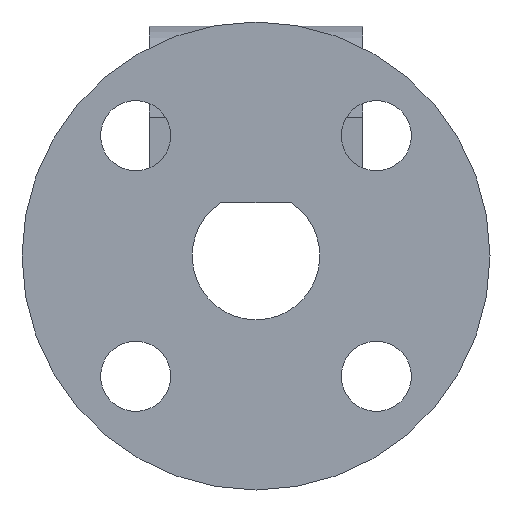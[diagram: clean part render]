
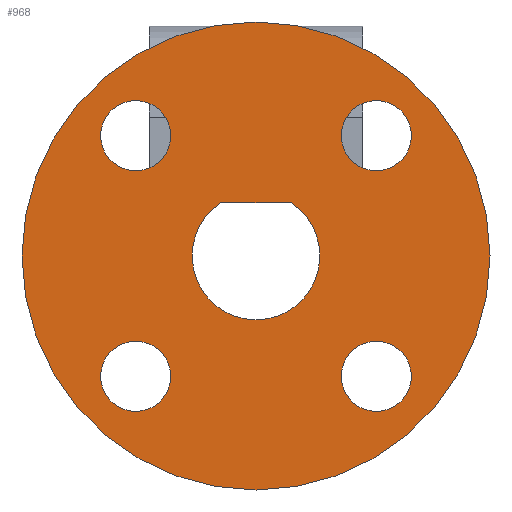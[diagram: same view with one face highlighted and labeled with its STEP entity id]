
A CAD part, front view. The second image highlights one B-rep face of the part: STEP entity #968.
In plain terms, the highlighted planar face has unit normal (0, -1, 0).
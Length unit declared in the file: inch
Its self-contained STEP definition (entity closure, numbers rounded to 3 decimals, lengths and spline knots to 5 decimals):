
#13 = FACE_BOUND ( 'NONE', #3005, .T. ) ;
#60 = ORIENTED_EDGE ( 'NONE', *, *, #1093, .F. ) ;
#109 = CARTESIAN_POINT ( 'NONE',  ( -0.22271, 0., -0.22271 ) ) ;
#192 = ORIENTED_EDGE ( 'NONE', *, *, #2982, .T. ) ;
#223 = VERTEX_POINT ( 'NONE', #1739 ) ;
#250 = ORIENTED_EDGE ( 'NONE', *, *, #3106, .T. ) ;
#258 = DIRECTION ( 'NONE',  ( 0., 1., 0. ) ) ;
#303 = DIRECTION ( 'NONE',  ( 0., 1., 0. ) ) ;
#322 = DIRECTION ( 'NONE',  ( 0., 0., 1. ) ) ;
#325 = ORIENTED_EDGE ( 'NONE', *, *, #2658, .T. ) ;
#336 = EDGE_LOOP ( 'NONE', ( #3105, #926 ) ) ;
#370 = AXIS2_PLACEMENT_3D ( 'NONE', #109, #373, #3088 ) ;
#373 = DIRECTION ( 'NONE',  ( 0., 1., 0. ) ) ;
#403 = DIRECTION ( 'NONE',  ( 0., 1., 0. ) ) ;
#428 = EDGE_CURVE ( 'NONE', #223, #3034, #793, .T. ) ;
#441 = CARTESIAN_POINT ( 'NONE',  ( -0.22271, 0., -0.28767 ) ) ;
#464 = DIRECTION ( 'NONE',  ( 0., 0., 1. ) ) ;
#473 = CIRCLE ( 'NONE', #736, 0.43307 ) ;
#475 = ORIENTED_EDGE ( 'NONE', *, *, #428, .T. ) ;
#530 = DIRECTION ( 'NONE',  ( 0., 1., 0. ) ) ;
#622 = DIRECTION ( 'NONE',  ( 0., 0., 1. ) ) ;
#655 = CARTESIAN_POINT ( 'NONE',  ( -0.06529, 0., 0.09843 ) ) ;
#666 = VERTEX_POINT ( 'NONE', #441 ) ;
#694 = EDGE_CURVE ( 'NONE', #3034, #223, #1709, .T. ) ;
#736 = AXIS2_PLACEMENT_3D ( 'NONE', #1833, #403, #622 ) ;
#793 = CIRCLE ( 'NONE', #1247, 0.06496 ) ;
#814 = CARTESIAN_POINT ( 'NONE',  ( 0.22271, 0., -0.22271 ) ) ;
#841 = CIRCLE ( 'NONE', #2873, 0.06496 ) ;
#849 = CIRCLE ( 'NONE', #2238, 0.06496 ) ;
#912 = CARTESIAN_POINT ( 'NONE',  ( 0.22271, 0., 0.15775 ) ) ;
#925 = CARTESIAN_POINT ( 'NONE',  ( 0.22271, 0., -0.22271 ) ) ;
#926 = ORIENTED_EDGE ( 'NONE', *, *, #2259, .T. ) ;
#959 = DIRECTION ( 'NONE',  ( 0., 1., 0. ) ) ;
#968 = ADVANCED_FACE ( 'NONE', ( #13, #1736, #2237, #3000, #2534, #3249 ), #1551, .F. ) ;
#969 = DIRECTION ( 'NONE',  ( 0., 1., 0. ) ) ;
#1003 = DIRECTION ( 'NONE',  ( 0., 0., 1. ) ) ;
#1010 = VECTOR ( 'NONE', #2399, 39.37008 ) ;
#1052 = CARTESIAN_POINT ( 'NONE',  ( 0., 0., 0. ) ) ;
#1061 = VERTEX_POINT ( 'NONE', #2089 ) ;
#1070 = DIRECTION ( 'NONE',  ( 0., 1., 0. ) ) ;
#1093 = EDGE_CURVE ( 'NONE', #1754, #1798, #473, .T. ) ;
#1106 = VERTEX_POINT ( 'NONE', #1333 ) ;
#1165 = ORIENTED_EDGE ( 'NONE', *, *, #2210, .T. ) ;
#1208 = VERTEX_POINT ( 'NONE', #2892 ) ;
#1247 = AXIS2_PLACEMENT_3D ( 'NONE', #1430, #959, #464 ) ;
#1259 = DIRECTION ( 'NONE',  ( 0., 0., -1. ) ) ;
#1282 = CARTESIAN_POINT ( 'NONE',  ( 0., 0., 0. ) ) ;
#1333 = CARTESIAN_POINT ( 'NONE',  ( -0.22271, 0., 0.28767 ) ) ;
#1350 = CIRCLE ( 'NONE', #1445, 0.43307 ) ;
#1430 = CARTESIAN_POINT ( 'NONE',  ( 0.22271, 0., 0.22271 ) ) ;
#1445 = AXIS2_PLACEMENT_3D ( 'NONE', #2741, #2472, #2796 ) ;
#1487 = ORIENTED_EDGE ( 'NONE', *, *, #2071, .T. ) ;
#1510 = DIRECTION ( 'NONE',  ( 0., 0., -1. ) ) ;
#1551 = PLANE ( 'NONE',  #2708 ) ;
#1553 = AXIS2_PLACEMENT_3D ( 'NONE', #3144, #1927, #2908 ) ;
#1559 = AXIS2_PLACEMENT_3D ( 'NONE', #925, #1070, #2491 ) ;
#1563 = DIRECTION ( 'NONE',  ( 0., 1., 0. ) ) ;
#1609 = ORIENTED_EDGE ( 'NONE', *, *, #3138, .T. ) ;
#1666 = CARTESIAN_POINT ( 'NONE',  ( -0.22271, 0., -0.22271 ) ) ;
#1683 = EDGE_LOOP ( 'NONE', ( #2754, #250 ) ) ;
#1709 = CIRCLE ( 'NONE', #1553, 0.06496 ) ;
#1729 = EDGE_LOOP ( 'NONE', ( #60, #3134 ) ) ;
#1736 = FACE_BOUND ( 'NONE', #3194, .T. ) ;
#1739 = CARTESIAN_POINT ( 'NONE',  ( 0.22271, 0., 0.28767 ) ) ;
#1754 = VERTEX_POINT ( 'NONE', #2749 ) ;
#1759 = AXIS2_PLACEMENT_3D ( 'NONE', #2612, #1563, #3146 ) ;
#1798 = VERTEX_POINT ( 'NONE', #2255 ) ;
#1833 = CARTESIAN_POINT ( 'NONE',  ( 0., 0., 0. ) ) ;
#1927 = DIRECTION ( 'NONE',  ( 0., 1., 0. ) ) ;
#1946 = CARTESIAN_POINT ( 'NONE',  ( -0.22271, 0., -0.15775 ) ) ;
#1952 = CARTESIAN_POINT ( 'NONE',  ( 0.06529, 0., 0.09843 ) ) ;
#1961 = AXIS2_PLACEMENT_3D ( 'NONE', #1052, #3219, #1003 ) ;
#2071 = EDGE_CURVE ( 'NONE', #1208, #2888, #2278, .T. ) ;
#2089 = CARTESIAN_POINT ( 'NONE',  ( -0.22271, 0., 0.15775 ) ) ;
#2148 = CIRCLE ( 'NONE', #370, 0.06496 ) ;
#2195 = DIRECTION ( 'NONE',  ( 0., 1., 0. ) ) ;
#2210 = EDGE_CURVE ( 'NONE', #2888, #2338, #2891, .T. ) ;
#2237 = FACE_BOUND ( 'NONE', #1683, .T. ) ;
#2238 = AXIS2_PLACEMENT_3D ( 'NONE', #1666, #2195, #3190 ) ;
#2255 = CARTESIAN_POINT ( 'NONE',  ( 0., 0., 0.43307 ) ) ;
#2259 = EDGE_CURVE ( 'NONE', #2595, #666, #2148, .T. ) ;
#2273 = CARTESIAN_POINT ( 'NONE',  ( -0.06529, 0., 0.09843 ) ) ;
#2278 = CIRCLE ( 'NONE', #1759, 0.11811 ) ;
#2289 = CARTESIAN_POINT ( 'NONE',  ( 0.22271, 0., -0.28767 ) ) ;
#2338 = VERTEX_POINT ( 'NONE', #1952 ) ;
#2341 = CIRCLE ( 'NONE', #1559, 0.06496 ) ;
#2370 = ORIENTED_EDGE ( 'NONE', *, *, #694, .T. ) ;
#2395 = VERTEX_POINT ( 'NONE', #2289 ) ;
#2399 = DIRECTION ( 'NONE',  ( 1., 0., 0. ) ) ;
#2472 = DIRECTION ( 'NONE',  ( 0., 1., 0. ) ) ;
#2491 = DIRECTION ( 'NONE',  ( 0., 0., -1. ) ) ;
#2496 = AXIS2_PLACEMENT_3D ( 'NONE', #3048, #258, #1259 ) ;
#2534 = FACE_OUTER_BOUND ( 'NONE', #1729, .T. ) ;
#2595 = VERTEX_POINT ( 'NONE', #1946 ) ;
#2612 = CARTESIAN_POINT ( 'NONE',  ( 0., 0., 0. ) ) ;
#2642 = EDGE_CURVE ( 'NONE', #2395, #2821, #2341, .T. ) ;
#2652 = CIRCLE ( 'NONE', #1961, 0.11811 ) ;
#2658 = EDGE_CURVE ( 'NONE', #1106, #1061, #3142, .T. ) ;
#2708 = AXIS2_PLACEMENT_3D ( 'NONE', #1282, #303, #322 ) ;
#2741 = CARTESIAN_POINT ( 'NONE',  ( 0., 0., 0. ) ) ;
#2749 = CARTESIAN_POINT ( 'NONE',  ( 0., 0., -0.43307 ) ) ;
#2754 = ORIENTED_EDGE ( 'NONE', *, *, #2642, .T. ) ;
#2792 = CARTESIAN_POINT ( 'NONE',  ( 0.22271, 0., -0.15775 ) ) ;
#2796 = DIRECTION ( 'NONE',  ( 0., 0., 1. ) ) ;
#2821 = VERTEX_POINT ( 'NONE', #2792 ) ;
#2873 = AXIS2_PLACEMENT_3D ( 'NONE', #814, #530, #1510 ) ;
#2888 = VERTEX_POINT ( 'NONE', #2273 ) ;
#2891 = LINE ( 'NONE', #655, #1010 ) ;
#2892 = CARTESIAN_POINT ( 'NONE',  ( 0., 0., -0.11811 ) ) ;
#2908 = DIRECTION ( 'NONE',  ( 0., 0., 1. ) ) ;
#2918 = AXIS2_PLACEMENT_3D ( 'NONE', #2928, #969, #3205 ) ;
#2928 = CARTESIAN_POINT ( 'NONE',  ( -0.22271, 0., 0.22271 ) ) ;
#2947 = EDGE_CURVE ( 'NONE', #666, #2595, #849, .T. ) ;
#2982 = EDGE_CURVE ( 'NONE', #1061, #1106, #3137, .T. ) ;
#3000 = FACE_BOUND ( 'NONE', #336, .T. ) ;
#3005 = EDGE_LOOP ( 'NONE', ( #192, #325 ) ) ;
#3034 = VERTEX_POINT ( 'NONE', #912 ) ;
#3048 = CARTESIAN_POINT ( 'NONE',  ( -0.22271, 0., 0.22271 ) ) ;
#3049 = EDGE_LOOP ( 'NONE', ( #1609, #1487, #1165 ) ) ;
#3088 = DIRECTION ( 'NONE',  ( 0., 0., 1. ) ) ;
#3105 = ORIENTED_EDGE ( 'NONE', *, *, #2947, .T. ) ;
#3106 = EDGE_CURVE ( 'NONE', #2821, #2395, #841, .T. ) ;
#3110 = EDGE_CURVE ( 'NONE', #1798, #1754, #1350, .T. ) ;
#3134 = ORIENTED_EDGE ( 'NONE', *, *, #3110, .F. ) ;
#3137 = CIRCLE ( 'NONE', #2918, 0.06496 ) ;
#3138 = EDGE_CURVE ( 'NONE', #2338, #1208, #2652, .T. ) ;
#3142 = CIRCLE ( 'NONE', #2496, 0.06496 ) ;
#3144 = CARTESIAN_POINT ( 'NONE',  ( 0.22271, 0., 0.22271 ) ) ;
#3146 = DIRECTION ( 'NONE',  ( 0., 0., 1. ) ) ;
#3190 = DIRECTION ( 'NONE',  ( 0., 0., 1. ) ) ;
#3194 = EDGE_LOOP ( 'NONE', ( #2370, #475 ) ) ;
#3205 = DIRECTION ( 'NONE',  ( 0., 0., -1. ) ) ;
#3219 = DIRECTION ( 'NONE',  ( 0., 1., 0. ) ) ;
#3249 = FACE_BOUND ( 'NONE', #3049, .T. ) ;
